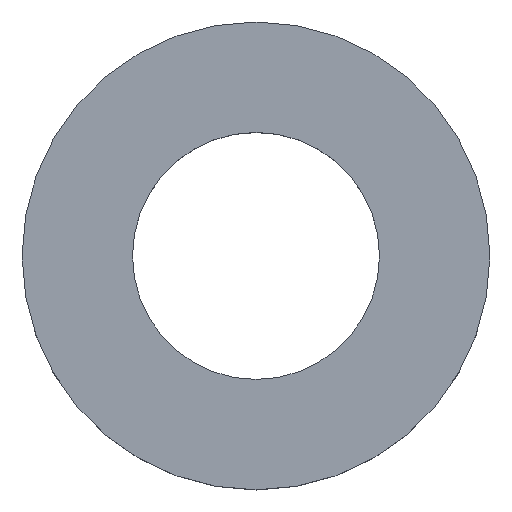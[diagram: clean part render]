
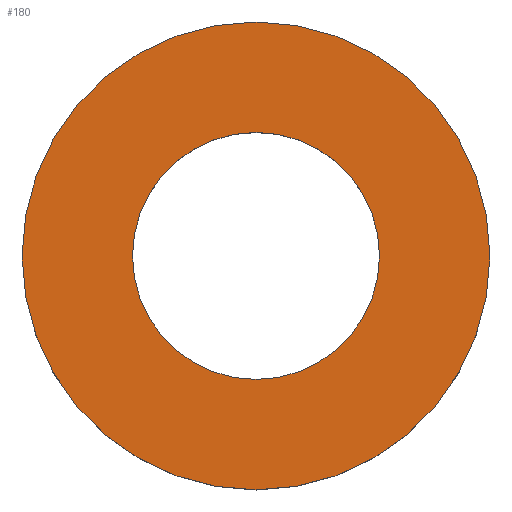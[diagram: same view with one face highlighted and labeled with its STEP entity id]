
A CAD part, top view. The second image highlights one B-rep face of the part: STEP entity #180.
In plain terms, the highlighted planar face has unit normal (0, 0, 1).
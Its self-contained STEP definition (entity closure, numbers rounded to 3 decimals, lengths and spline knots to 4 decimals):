
#118=CARTESIAN_POINT('',(1.32,0.,0.9));
#119=VERTEX_POINT('',#118);
#120=CARTESIAN_POINT('',(0.0,0.0,0.9));
#121=DIRECTION('',(0.0,0.0,-1.0));
#122=DIRECTION('',(-1.0,0.0,0.0));
#123=AXIS2_PLACEMENT_3D('',#120,#121,#122);
#124=CIRCLE('',#123,1.32);
#125=EDGE_CURVE('',#119,#119,#124,.T.);
#146=CARTESIAN_POINT('',(2.5,0.,0.9));
#147=VERTEX_POINT('',#146);
#148=CARTESIAN_POINT('',(0.0,0.0,0.9));
#149=DIRECTION('',(0.0,0.0,-1.0));
#150=DIRECTION('',(-1.0,0.0,0.0));
#151=AXIS2_PLACEMENT_3D('',#148,#149,#150);
#152=CIRCLE('',#151,2.5);
#153=EDGE_CURVE('',#147,#147,#152,.T.);
#169=CARTESIAN_POINT('',(0.0,0.0,0.9));
#170=DIRECTION('',(0.0,0.0,-1.0));
#171=DIRECTION('',(-1.0,0.0,0.0));
#172=AXIS2_PLACEMENT_3D('',#169,#170,#171);
#173=PLANE('',#172);
#174=ORIENTED_EDGE('',*,*,#153,.F.);
#175=EDGE_LOOP('',(#174));
#176=FACE_OUTER_BOUND('',#175,.T.);
#177=ORIENTED_EDGE('',*,*,#125,.T.);
#178=EDGE_LOOP('',(#177));
#179=FACE_BOUND('',#178,.T.);
#180=ADVANCED_FACE('',(#176,#179),#173,.F.);
